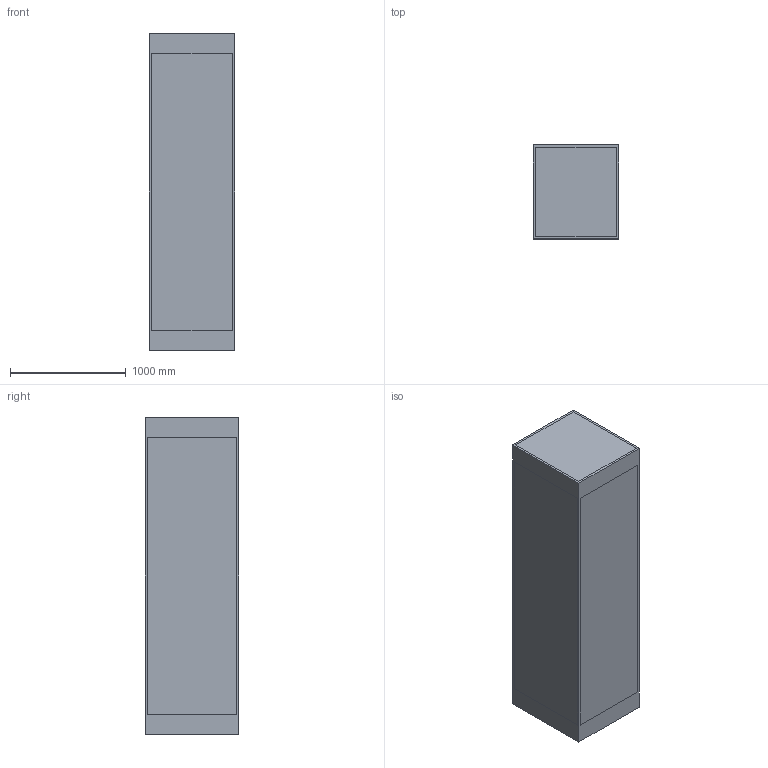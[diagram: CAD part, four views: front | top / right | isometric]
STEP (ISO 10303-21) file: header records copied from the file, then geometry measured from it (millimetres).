
FILE_DESCRIPTION(('FreeCAD Model'),'2;1');
FILE_NAME('Open CASCADE Shape Model','2023-10-22T10:54:38',(''),(''), 'Open CASCADE STEP processor 7.6','FreeCAD','Unknown');
FILE_SCHEMA(('AUTOMOTIVE_DESIGN { 1 0 10303 214 1 1 1 1 }'));
Length unit declared in the file: millimetre
Products named in the file (10): DL0; GDMLBox_TGeoBBox0x9; DL1; GDMLBox_TGeoBBox0x10; DL2; GDMLBox_TGeoBBox0x11; DL3; GDMLBox_TGeoBBox0x12; DL4; GDMLBox_TGeoBBox0x13
Assembly tree (11 placements, depth 4):
  DL0
    GDMLBox_TGeoBBox0x9
    DL1
      GDMLBox_TGeoBBox0x10
      DL2
        GDMLBox_TGeoBBox0x11
    DL3  x2
      GDMLBox_TGeoBBox0x12
    DL4  x2
      GDMLBox_TGeoBBox0x13
Bounding box: 740 x 810 x 2739 mm (x, y, z)
Surface area: 40941019.5 mm2
Topology: 7 solids, 7 shells, 42 faces, 84 edges, 56 vertices
Faces by surface type: plane 42
Entity records: 1724 total; most frequent: DIRECTION 264, CARTESIAN_POINT 262, LINE 180, VECTOR 180, ORIENTED_EDGE 120, PCURVE 120, DEFINITIONAL_REPRESENTATION 120, EDGE_CURVE 60
